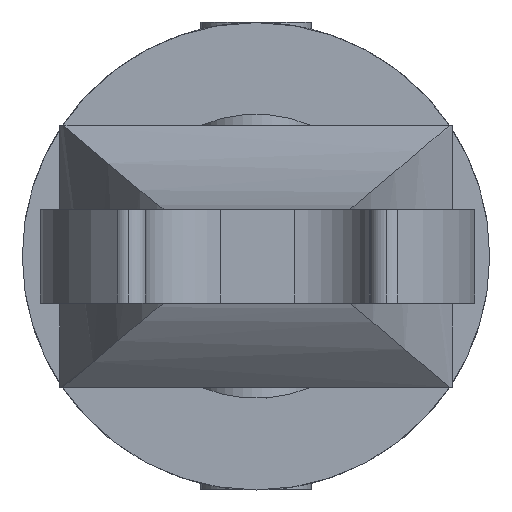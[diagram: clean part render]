
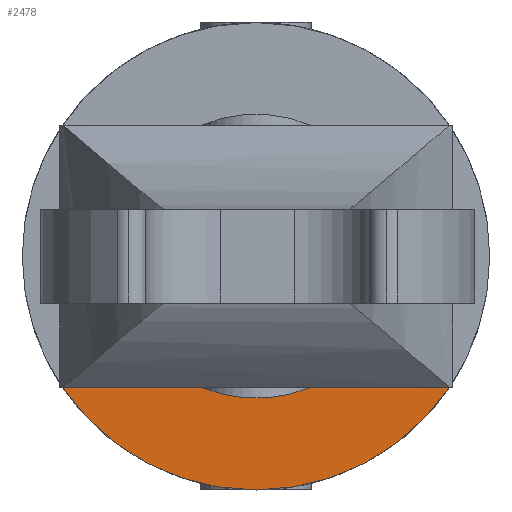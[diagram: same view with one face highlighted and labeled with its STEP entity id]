
A CAD part, left-side view. The second image highlights one B-rep face of the part: STEP entity #2478.
In plain terms, the highlighted face is planar.
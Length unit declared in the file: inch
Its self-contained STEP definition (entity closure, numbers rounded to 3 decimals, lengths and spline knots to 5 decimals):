
#26 = CARTESIAN_POINT ( 'NONE',  ( 0.05826, 0.1378, 3.64173 ) ) ;
#125 = DIRECTION ( 'NONE',  ( 1., 0., 0. ) ) ;
#252 = DIRECTION ( 'NONE',  ( -1., 0., 0. ) ) ;
#279 = CIRCLE ( 'NONE', #1680, 0.14961 ) ;
#305 = VECTOR ( 'NONE', #2313, 39.37008 ) ;
#332 = CARTESIAN_POINT ( 'NONE',  ( 0., 0., 3.64173 ) ) ;
#378 = DIRECTION ( 'NONE',  ( 1., 0., 0. ) ) ;
#600 = ORIENTED_EDGE ( 'NONE', *, *, #1264, .F. ) ;
#728 = AXIS2_PLACEMENT_3D ( 'NONE', #1331, #776, #2169 ) ;
#776 = DIRECTION ( 'NONE',  ( 0., 0., 1. ) ) ;
#854 = VERTEX_POINT ( 'NONE', #1154 ) ;
#945 = LINE ( 'NONE', #2154, #305 ) ;
#1154 = CARTESIAN_POINT ( 'NONE',  ( -0.05826, 0.1378, 3.64173 ) ) ;
#1161 = VERTEX_POINT ( 'NONE', #1299 ) ;
#1163 = CARTESIAN_POINT ( 'NONE',  ( 0., 0., 3.64173 ) ) ;
#1250 = LINE ( 'NONE', #1455, #1719 ) ;
#1264 = EDGE_CURVE ( 'NONE', #854, #1687, #945, .T. ) ;
#1299 = CARTESIAN_POINT ( 'NONE',  ( 0.20386, 0.1378, 3.64173 ) ) ;
#1309 = ORIENTED_EDGE ( 'NONE', *, *, #2031, .F. ) ;
#1331 = CARTESIAN_POINT ( 'NONE',  ( 0., 0., 3.64173 ) ) ;
#1365 = ORIENTED_EDGE ( 'NONE', *, *, #2251, .F. ) ;
#1421 = EDGE_LOOP ( 'NONE', ( #1365, #1568, #600, #1309 ) ) ;
#1455 = CARTESIAN_POINT ( 'NONE',  ( -0.31703, 0.1378, 3.64173 ) ) ;
#1532 = VERTEX_POINT ( 'NONE', #26 ) ;
#1540 = PLANE ( 'NONE',  #728 ) ;
#1568 = ORIENTED_EDGE ( 'NONE', *, *, #2305, .T. ) ;
#1599 = CIRCLE ( 'NONE', #2017, 0.24606 ) ;
#1680 = AXIS2_PLACEMENT_3D ( 'NONE', #1163, #2360, #378 ) ;
#1687 = VERTEX_POINT ( 'NONE', #2180 ) ;
#1719 = VECTOR ( 'NONE', #252, 39.37008 ) ;
#1957 = FACE_OUTER_BOUND ( 'NONE', #1421, .T. ) ;
#2017 = AXIS2_PLACEMENT_3D ( 'NONE', #332, #2070, #125 ) ;
#2031 = EDGE_CURVE ( 'NONE', #1532, #854, #279, .T. ) ;
#2070 = DIRECTION ( 'NONE',  ( 0., 0., 1. ) ) ;
#2154 = CARTESIAN_POINT ( 'NONE',  ( -0.31703, 0.1378, 3.64173 ) ) ;
#2169 = DIRECTION ( 'NONE',  ( 1., 0., 0. ) ) ;
#2180 = CARTESIAN_POINT ( 'NONE',  ( -0.20386, 0.1378, 3.64173 ) ) ;
#2251 = EDGE_CURVE ( 'NONE', #1161, #1532, #1250, .T. ) ;
#2305 = EDGE_CURVE ( 'NONE', #1161, #1687, #1599, .T. ) ;
#2313 = DIRECTION ( 'NONE',  ( -1., 0., 0. ) ) ;
#2360 = DIRECTION ( 'NONE',  ( 0., 0., 1. ) ) ;
#2478 = ADVANCED_FACE ( 'NONE', ( #1957 ), #1540, .T. ) ;
